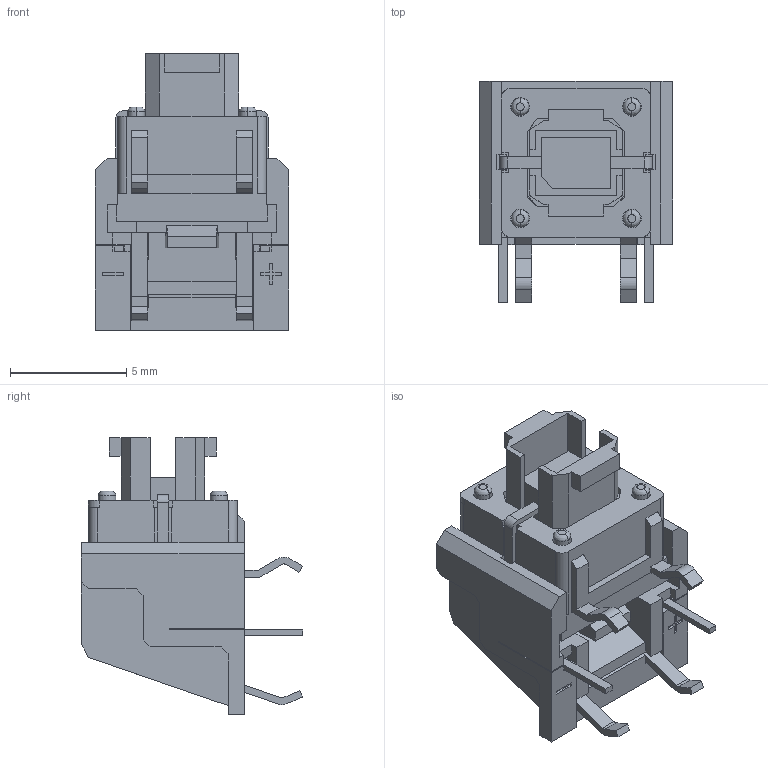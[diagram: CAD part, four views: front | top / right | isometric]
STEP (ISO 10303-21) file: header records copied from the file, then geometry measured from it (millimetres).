
FILE_DESCRIPTION((''),'2;1');
FILE_NAME('ITSXXFR2ST_SW0001','2013-02-04T',('cbachill'),(''),'PRO/ENGINEER BY PARAMETRIC TECHNOLOGY CORPORATION, 2011410','PRO/ENGINEER BY PARAMETRIC TECHNOLOGY CORPORATION, 2011410','');
FILE_SCHEMA(('AUTOMOTIVE_DESIGN_CC2 { 1 2 10303 214 -1 1 5 2 }'));
Length unit declared in the file: inch
Products named in the file (1): ITSXXFR2ST_SW0001
Bounding box: 8.3 x 9.5 x 11.9 mm (x, y, z)
Volume: 322.8 mm3; surface area: 1001.7 mm2
Topology: 1 solids, 1 shells, 447 faces, 1274 edges, 822 vertices
Faces by surface type: plane 369, cylinder 56, bspline 16, torus 4, cone 2
Entity records: 14849 total; most frequent: CARTESIAN_POINT 3099, ORIENTED_EDGE 2548, DIRECTION 2270, EDGE_CURVE 1274, VECTOR 1108, LINE 1108, VERTEX_POINT 822, AXIS2_PLACEMENT_3D 581
